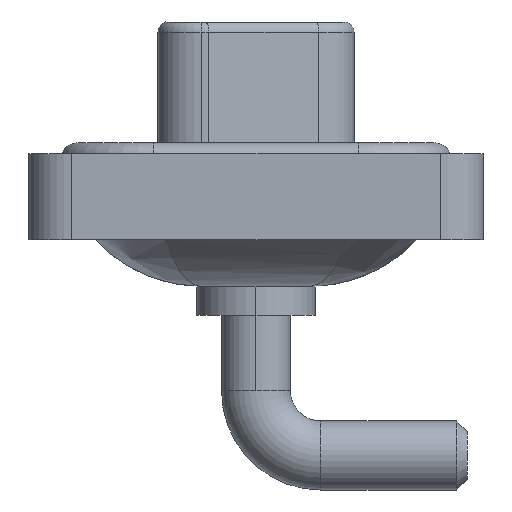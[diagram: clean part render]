
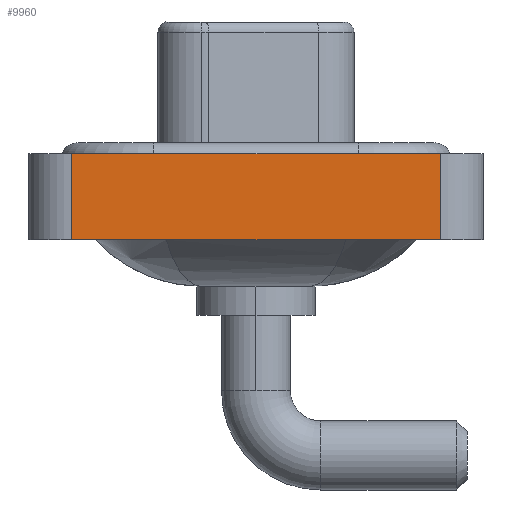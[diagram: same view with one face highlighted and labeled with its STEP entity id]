
A CAD part, left-side view. The second image highlights one B-rep face of the part: STEP entity #9960.
In plain terms, the highlighted planar face has unit normal (-1, 0, 0).
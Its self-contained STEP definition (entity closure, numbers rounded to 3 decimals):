
#941 = VERTEX_POINT ( 'NONE', #15884 ) ;
#1298 = VERTEX_POINT ( 'NONE', #5375 ) ;
#1318 = LINE ( 'NONE', #6383, #10381 ) ;
#1453 = DIRECTION ( 'NONE',  ( -1., 0., 0. ) ) ;
#2675 = AXIS2_PLACEMENT_3D ( 'NONE', #7681, #1453, #12767 ) ;
#3352 = ORIENTED_EDGE ( 'NONE', *, *, #11554, .F. ) ;
#3747 = VECTOR ( 'NONE', #4358, 1000. ) ;
#4351 = EDGE_CURVE ( 'NONE', #11202, #1298, #15751, .T. ) ;
#4358 = DIRECTION ( 'NONE',  ( 0., 0., 1. ) ) ;
#4949 = CARTESIAN_POINT ( 'NONE',  ( -7.3, -8.55, -3.6 ) ) ;
#5375 = CARTESIAN_POINT ( 'NONE',  ( -7.3, -8.55, 0.4 ) ) ;
#5922 = ORIENTED_EDGE ( 'NONE', *, *, #4351, .T. ) ;
#6383 = CARTESIAN_POINT ( 'NONE',  ( -7.3, -8.55, 0.4 ) ) ;
#6585 = ORIENTED_EDGE ( 'NONE', *, *, #10904, .F. ) ;
#7090 = DIRECTION ( 'NONE',  ( 0., 0., 1. ) ) ;
#7681 = CARTESIAN_POINT ( 'NONE',  ( -7.3, -8.55, -3.6 ) ) ;
#8126 = CARTESIAN_POINT ( 'NONE',  ( -7.3, -8.55, -3.6 ) ) ;
#8140 = DIRECTION ( 'NONE',  ( 0., -1., 0. ) ) ;
#8189 = VECTOR ( 'NONE', #7090, 1000. ) ;
#8870 = FACE_OUTER_BOUND ( 'NONE', #15613, .T. ) ;
#9223 = CARTESIAN_POINT ( 'NONE',  ( -7.3, -8.55, -3.6 ) ) ;
#9960 = ADVANCED_FACE ( 'NONE', ( #8870 ), #10208, .T. ) ;
#10208 = PLANE ( 'NONE',  #2675 ) ;
#10380 = LINE ( 'NONE', #9223, #11971 ) ;
#10381 = VECTOR ( 'NONE', #8140, 1000. ) ;
#10904 = EDGE_CURVE ( 'NONE', #12741, #1298, #1318, .T. ) ;
#11202 = VERTEX_POINT ( 'NONE', #4949 ) ;
#11446 = EDGE_CURVE ( 'NONE', #941, #11202, #10380, .T. ) ;
#11554 = EDGE_CURVE ( 'NONE', #941, #12741, #13592, .T. ) ;
#11863 = DIRECTION ( 'NONE',  ( 0., -1., 0. ) ) ;
#11971 = VECTOR ( 'NONE', #11863, 1000. ) ;
#12092 = CARTESIAN_POINT ( 'NONE',  ( -7.3, 8.55, -3.6 ) ) ;
#12741 = VERTEX_POINT ( 'NONE', #15366 ) ;
#12767 = DIRECTION ( 'NONE',  ( 0., 0., 1. ) ) ;
#13592 = LINE ( 'NONE', #12092, #3747 ) ;
#14409 = ORIENTED_EDGE ( 'NONE', *, *, #11446, .T. ) ;
#15366 = CARTESIAN_POINT ( 'NONE',  ( -7.3, 8.55, 0.4 ) ) ;
#15613 = EDGE_LOOP ( 'NONE', ( #5922, #6585, #3352, #14409 ) ) ;
#15751 = LINE ( 'NONE', #8126, #8189 ) ;
#15884 = CARTESIAN_POINT ( 'NONE',  ( -7.3, 8.55, -3.6 ) ) ;
